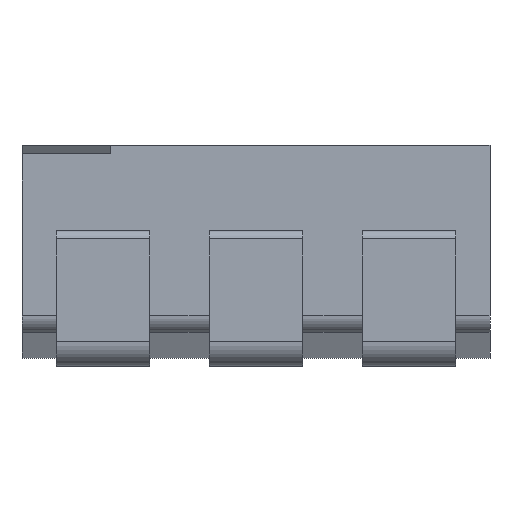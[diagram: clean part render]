
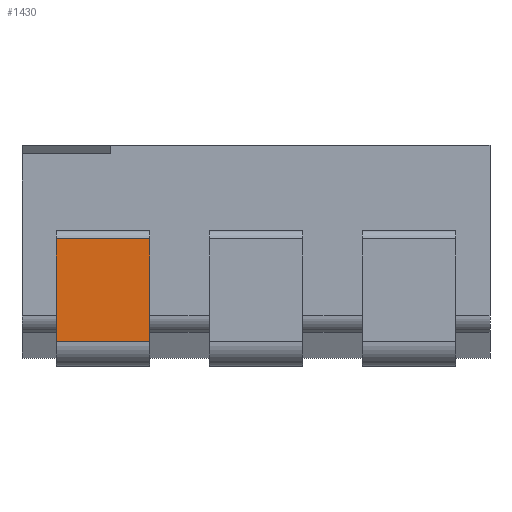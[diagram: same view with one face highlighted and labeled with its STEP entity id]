
A CAD part, front view. The second image highlights one B-rep face of the part: STEP entity #1430.
In plain terms, the highlighted planar face has unit normal (0, -1, 0).
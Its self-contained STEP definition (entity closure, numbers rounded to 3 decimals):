
#72 = PLANE('',#73);
#73 = AXIS2_PLACEMENT_3D('',#74,#75,#76);
#74 = CARTESIAN_POINT('',(-1.175,-1.375,0.8));
#75 = DIRECTION('',(-1.,0.,0.));
#76 = DIRECTION('',(0.,0.,-1.));
#126 = PLANE('',#127);
#127 = AXIS2_PLACEMENT_3D('',#128,#129,#130);
#128 = CARTESIAN_POINT('',(-0.625,-1.375,0.));
#129 = DIRECTION('',(1.,0.,0.));
#130 = DIRECTION('',(0.,0.,1.));
#220 = VERTEX_POINT('',#221);
#221 = CARTESIAN_POINT('',(-1.175,-1.375,0.15));
#236 = CYLINDRICAL_SURFACE('',#237,0.15);
#237 = AXIS2_PLACEMENT_3D('',#238,#239,#240);
#238 = CARTESIAN_POINT('',(-1.175,-1.225,0.15));
#239 = DIRECTION('',(-1.,0.,0.));
#240 = DIRECTION('',(0.,0.,-1.));
#270 = EDGE_CURVE('',#220,#271,#273,.T.);
#271 = VERTEX_POINT('',#272);
#272 = CARTESIAN_POINT('',(-1.175,-1.375,0.75));
#273 = SURFACE_CURVE('',#274,(#278,#285),.PCURVE_S1.);
#274 = LINE('',#275,#276);
#275 = CARTESIAN_POINT('',(-1.175,-1.375,0.8));
#276 = VECTOR('',#277,1.);
#277 = DIRECTION('',(0.,0.,1.));
#278 = PCURVE('',#72,#279);
#279 = DEFINITIONAL_REPRESENTATION('',(#280),#284);
#280 = LINE('',#281,#282);
#281 = CARTESIAN_POINT('',(0.,0.));
#282 = VECTOR('',#283,1.);
#283 = DIRECTION('',(-1.,0.));
#284 = ( GEOMETRIC_REPRESENTATION_CONTEXT(2) 
PARAMETRIC_REPRESENTATION_CONTEXT() REPRESENTATION_CONTEXT('2D SPACE',''
  ) );
#285 = PCURVE('',#286,#291);
#286 = PLANE('',#287);
#287 = AXIS2_PLACEMENT_3D('',#288,#289,#290);
#288 = CARTESIAN_POINT('',(-1.175,-1.375,0.));
#289 = DIRECTION('',(0.,1.,0.));
#290 = DIRECTION('',(0.,0.,1.));
#291 = DEFINITIONAL_REPRESENTATION('',(#292),#296);
#292 = LINE('',#293,#294);
#293 = CARTESIAN_POINT('',(0.8,0.));
#294 = VECTOR('',#295,1.);
#295 = DIRECTION('',(1.,0.));
#296 = ( GEOMETRIC_REPRESENTATION_CONTEXT(2) 
PARAMETRIC_REPRESENTATION_CONTEXT() REPRESENTATION_CONTEXT('2D SPACE',''
  ) );
#315 = CYLINDRICAL_SURFACE('',#316,0.05);
#316 = AXIS2_PLACEMENT_3D('',#317,#318,#319);
#317 = CARTESIAN_POINT('',(-0.625,-1.325,0.75));
#318 = DIRECTION('',(1.,0.,0.));
#319 = DIRECTION('',(0.,0.,1.));
#536 = VERTEX_POINT('',#537);
#537 = CARTESIAN_POINT('',(-0.625,-1.375,0.75));
#581 = EDGE_CURVE('',#536,#582,#584,.T.);
#582 = VERTEX_POINT('',#583);
#583 = CARTESIAN_POINT('',(-0.625,-1.375,0.15));
#584 = SURFACE_CURVE('',#585,(#589,#596),.PCURVE_S1.);
#585 = LINE('',#586,#587);
#586 = CARTESIAN_POINT('',(-0.625,-1.375,0.));
#587 = VECTOR('',#588,1.);
#588 = DIRECTION('',(0.,0.,-1.));
#589 = PCURVE('',#126,#590);
#590 = DEFINITIONAL_REPRESENTATION('',(#591),#595);
#591 = LINE('',#592,#593);
#592 = CARTESIAN_POINT('',(0.,0.));
#593 = VECTOR('',#594,1.);
#594 = DIRECTION('',(-1.,-0.));
#595 = ( GEOMETRIC_REPRESENTATION_CONTEXT(2) 
PARAMETRIC_REPRESENTATION_CONTEXT() REPRESENTATION_CONTEXT('2D SPACE',''
  ) );
#596 = PCURVE('',#286,#597);
#597 = DEFINITIONAL_REPRESENTATION('',(#598),#602);
#598 = LINE('',#599,#600);
#599 = CARTESIAN_POINT('',(0.,0.55));
#600 = VECTOR('',#601,1.);
#601 = DIRECTION('',(-1.,0.));
#602 = ( GEOMETRIC_REPRESENTATION_CONTEXT(2) 
PARAMETRIC_REPRESENTATION_CONTEXT() REPRESENTATION_CONTEXT('2D SPACE',''
  ) );
#753 = EDGE_CURVE('',#582,#220,#754,.T.);
#754 = SURFACE_CURVE('',#755,(#759,#788),.PCURVE_S1.);
#755 = LINE('',#756,#757);
#756 = CARTESIAN_POINT('',(-1.175,-1.375,0.15));
#757 = VECTOR('',#758,1.);
#758 = DIRECTION('',(-1.,0.,0.));
#759 = PCURVE('',#236,#760);
#760 = DEFINITIONAL_REPRESENTATION('',(#761),#787);
#761 = B_SPLINE_CURVE_WITH_KNOTS('',3,(#762,#763,#764,#765,#766,#767,
    #768,#769,#770,#771,#772,#773,#774,#775,#776,#777,#778,#779,#780,
    #781,#782,#783,#784,#785,#786),.UNSPECIFIED.,.F.,.F.,(4,1,1,1,1,1,1,
    1,1,1,1,1,1,1,1,1,1,1,1,1,1,1,4),(-0.55,-0.525,-0.5,-0.475,-0.45,
    -0.425,-0.4,-0.375,-0.35,-0.325,-0.3,-0.275,-0.25,-0.225,-0.2,-0.175
    ,-0.15,-0.125,-0.1,-0.075,-0.05,-0.025,0.),
  .UNSPECIFIED.);
#762 = CARTESIAN_POINT('',(1.571,-0.55));
#763 = CARTESIAN_POINT('',(1.571,-0.542));
#764 = CARTESIAN_POINT('',(1.571,-0.525));
#765 = CARTESIAN_POINT('',(1.571,-0.5));
#766 = CARTESIAN_POINT('',(1.571,-0.475));
#767 = CARTESIAN_POINT('',(1.571,-0.45));
#768 = CARTESIAN_POINT('',(1.571,-0.425));
#769 = CARTESIAN_POINT('',(1.571,-0.4));
#770 = CARTESIAN_POINT('',(1.571,-0.375));
#771 = CARTESIAN_POINT('',(1.571,-0.35));
#772 = CARTESIAN_POINT('',(1.571,-0.325));
#773 = CARTESIAN_POINT('',(1.571,-0.3));
#774 = CARTESIAN_POINT('',(1.571,-0.275));
#775 = CARTESIAN_POINT('',(1.571,-0.25));
#776 = CARTESIAN_POINT('',(1.571,-0.225));
#777 = CARTESIAN_POINT('',(1.571,-0.2));
#778 = CARTESIAN_POINT('',(1.571,-0.175));
#779 = CARTESIAN_POINT('',(1.571,-0.15));
#780 = CARTESIAN_POINT('',(1.571,-0.125));
#781 = CARTESIAN_POINT('',(1.571,-0.1));
#782 = CARTESIAN_POINT('',(1.571,-0.075));
#783 = CARTESIAN_POINT('',(1.571,-0.05));
#784 = CARTESIAN_POINT('',(1.571,-0.025));
#785 = CARTESIAN_POINT('',(1.571,-0.008));
#786 = CARTESIAN_POINT('',(1.571,0.));
#787 = ( GEOMETRIC_REPRESENTATION_CONTEXT(2) 
PARAMETRIC_REPRESENTATION_CONTEXT() REPRESENTATION_CONTEXT('2D SPACE',''
  ) );
#788 = PCURVE('',#286,#789);
#789 = DEFINITIONAL_REPRESENTATION('',(#790),#794);
#790 = LINE('',#791,#792);
#791 = CARTESIAN_POINT('',(0.15,0.));
#792 = VECTOR('',#793,1.);
#793 = DIRECTION('',(0.,-1.));
#794 = ( GEOMETRIC_REPRESENTATION_CONTEXT(2) 
PARAMETRIC_REPRESENTATION_CONTEXT() REPRESENTATION_CONTEXT('2D SPACE',''
  ) );
#1386 = EDGE_CURVE('',#271,#536,#1387,.T.);
#1387 = SURFACE_CURVE('',#1388,(#1392,#1421),.PCURVE_S1.);
#1388 = LINE('',#1389,#1390);
#1389 = CARTESIAN_POINT('',(-0.625,-1.375,0.75));
#1390 = VECTOR('',#1391,1.);
#1391 = DIRECTION('',(1.,0.,0.));
#1392 = PCURVE('',#315,#1393);
#1393 = DEFINITIONAL_REPRESENTATION('',(#1394),#1420);
#1394 = B_SPLINE_CURVE_WITH_KNOTS('',3,(#1395,#1396,#1397,#1398,#1399,
    #1400,#1401,#1402,#1403,#1404,#1405,#1406,#1407,#1408,#1409,#1410,
    #1411,#1412,#1413,#1414,#1415,#1416,#1417,#1418,#1419),
  .UNSPECIFIED.,.F.,.F.,(4,1,1,1,1,1,1,1,1,1,1,1,1,1,1,1,1,1,1,1,1,1,4),
  (-0.55,-0.525,-0.5,-0.475,-0.45,-0.425,-0.4,-0.375,-0.35,-0.325,-0.3,
    -0.275,-0.25,-0.225,-0.2,-0.175,-0.15,-0.125,-0.1,-0.075,
    -0.05,-0.025,0.),.UNSPECIFIED.);
#1395 = CARTESIAN_POINT('',(1.571,-0.55));
#1396 = CARTESIAN_POINT('',(1.571,-0.542));
#1397 = CARTESIAN_POINT('',(1.571,-0.525));
#1398 = CARTESIAN_POINT('',(1.571,-0.5));
#1399 = CARTESIAN_POINT('',(1.571,-0.475));
#1400 = CARTESIAN_POINT('',(1.571,-0.45));
#1401 = CARTESIAN_POINT('',(1.571,-0.425));
#1402 = CARTESIAN_POINT('',(1.571,-0.4));
#1403 = CARTESIAN_POINT('',(1.571,-0.375));
#1404 = CARTESIAN_POINT('',(1.571,-0.35));
#1405 = CARTESIAN_POINT('',(1.571,-0.325));
#1406 = CARTESIAN_POINT('',(1.571,-0.3));
#1407 = CARTESIAN_POINT('',(1.571,-0.275));
#1408 = CARTESIAN_POINT('',(1.571,-0.25));
#1409 = CARTESIAN_POINT('',(1.571,-0.225));
#1410 = CARTESIAN_POINT('',(1.571,-0.2));
#1411 = CARTESIAN_POINT('',(1.571,-0.175));
#1412 = CARTESIAN_POINT('',(1.571,-0.15));
#1413 = CARTESIAN_POINT('',(1.571,-0.125));
#1414 = CARTESIAN_POINT('',(1.571,-0.1));
#1415 = CARTESIAN_POINT('',(1.571,-0.075));
#1416 = CARTESIAN_POINT('',(1.571,-0.05));
#1417 = CARTESIAN_POINT('',(1.571,-0.025));
#1418 = CARTESIAN_POINT('',(1.571,-0.008));
#1419 = CARTESIAN_POINT('',(1.571,0.));
#1420 = ( GEOMETRIC_REPRESENTATION_CONTEXT(2) 
PARAMETRIC_REPRESENTATION_CONTEXT() REPRESENTATION_CONTEXT('2D SPACE',''
  ) );
#1421 = PCURVE('',#286,#1422);
#1422 = DEFINITIONAL_REPRESENTATION('',(#1423),#1427);
#1423 = LINE('',#1424,#1425);
#1424 = CARTESIAN_POINT('',(0.75,0.55));
#1425 = VECTOR('',#1426,1.);
#1426 = DIRECTION('',(0.,1.));
#1427 = ( GEOMETRIC_REPRESENTATION_CONTEXT(2) 
PARAMETRIC_REPRESENTATION_CONTEXT() REPRESENTATION_CONTEXT('2D SPACE',''
  ) );
#1430 = ADVANCED_FACE('',(#1431),#286,.F.);
#1431 = FACE_BOUND('',#1432,.T.);
#1432 = EDGE_LOOP('',(#1433,#1434,#1435,#1436));
#1433 = ORIENTED_EDGE('',*,*,#753,.F.);
#1434 = ORIENTED_EDGE('',*,*,#581,.F.);
#1435 = ORIENTED_EDGE('',*,*,#1386,.F.);
#1436 = ORIENTED_EDGE('',*,*,#270,.F.);
